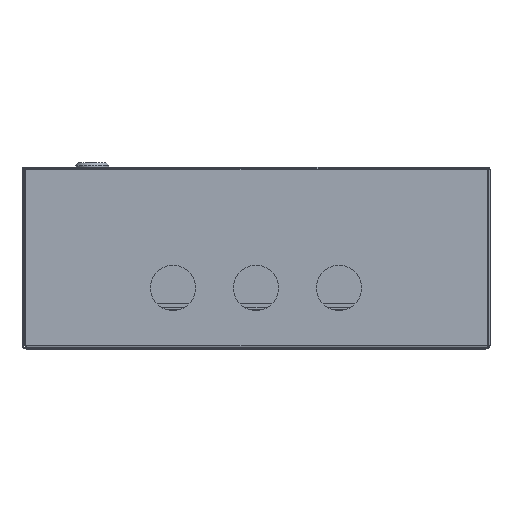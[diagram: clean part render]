
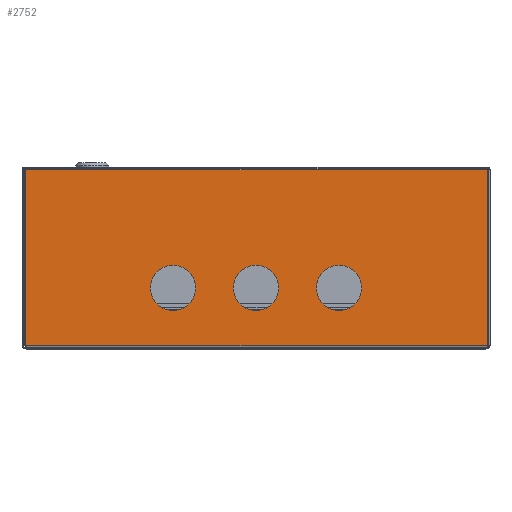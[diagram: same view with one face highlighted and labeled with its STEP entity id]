
A CAD part, front view. The second image highlights one B-rep face of the part: STEP entity #2752.
In plain terms, the highlighted planar face has unit normal (0, -1, 0).
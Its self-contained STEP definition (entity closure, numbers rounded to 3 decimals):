
#225 = DIRECTION ( 'NONE',  ( -1., 0., 0. ) ) ;
#732 = VERTEX_POINT ( 'NONE', #28073 ) ;
#793 = DIRECTION ( 'NONE',  ( 0., 0., -1. ) ) ;
#902 = CIRCLE ( 'NONE', #28101, 15. ) ;
#2100 = AXIS2_PLACEMENT_3D ( 'NONE', #16757, #19590, #25663 ) ;
#2384 = CARTESIAN_POINT ( 'NONE',  ( -100., -225., -20. ) ) ;
#2752 = ADVANCED_FACE ( 'NONE', ( #29854, #4244, #9597, #15805 ), #12426, .F. ) ;
#3091 = CARTESIAN_POINT ( 'NONE',  ( -307.6, -225., 58.3 ) ) ;
#3683 = CARTESIAN_POINT ( 'NONE',  ( -100., -225., -20. ) ) ;
#3832 = ORIENTED_EDGE ( 'NONE', *, *, #32430, .T. ) ;
#4086 = CARTESIAN_POINT ( 'NONE',  ( -1.7, -225., -58.3 ) ) ;
#4244 = FACE_BOUND ( 'NONE', #26282, .T. ) ;
#5102 = CARTESIAN_POINT ( 'NONE',  ( -85., -225., -20. ) ) ;
#6175 = DIRECTION ( 'NONE',  ( 0., -1., 0. ) ) ;
#7046 = EDGE_CURVE ( 'NONE', #19788, #30029, #33282, .T. ) ;
#7063 = LINE ( 'NONE', #32837, #27262 ) ;
#7142 = DIRECTION ( 'NONE',  ( 0., 0., -1. ) ) ;
#7218 = CIRCLE ( 'NONE', #11501, 15. ) ;
#7454 = VERTEX_POINT ( 'NONE', #36804 ) ;
#7634 = ORIENTED_EDGE ( 'NONE', *, *, #28588, .F. ) ;
#7703 = EDGE_LOOP ( 'NONE', ( #26330, #29168, #3832, #21304 ) ) ;
#7863 = CARTESIAN_POINT ( 'NONE',  ( -307.6, -225., -58.3 ) ) ;
#8977 = CARTESIAN_POINT ( 'NONE',  ( -170., -225., -20. ) ) ;
#8989 = EDGE_CURVE ( 'NONE', #732, #7454, #7218, .T. ) ;
#9430 = CIRCLE ( 'NONE', #2100, 15. ) ;
#9542 = CARTESIAN_POINT ( 'NONE',  ( -140., -225., -20. ) ) ;
#9597 = FACE_BOUND ( 'NONE', #36627, .T. ) ;
#9903 = CIRCLE ( 'NONE', #31722, 15. ) ;
#10897 = EDGE_CURVE ( 'NONE', #21700, #27181, #31017, .T. ) ;
#11501 = AXIS2_PLACEMENT_3D ( 'NONE', #25768, #20259, #21814 ) ;
#12098 = EDGE_CURVE ( 'NONE', #23801, #36378, #9903, .T. ) ;
#12426 = PLANE ( 'NONE',  #14297 ) ;
#14013 = EDGE_CURVE ( 'NONE', #34871, #30029, #16002, .T. ) ;
#14057 = AXIS2_PLACEMENT_3D ( 'NONE', #2384, #14341, #37082 ) ;
#14297 = AXIS2_PLACEMENT_3D ( 'NONE', #24512, #23778, #15271 ) ;
#14341 = DIRECTION ( 'NONE',  ( 0., -1., 0. ) ) ;
#14640 = EDGE_LOOP ( 'NONE', ( #19137, #29305 ) ) ;
#15107 = DIRECTION ( 'NONE',  ( 0., -1., 0. ) ) ;
#15271 = DIRECTION ( 'NONE',  ( -1., 0., 0. ) ) ;
#15658 = EDGE_CURVE ( 'NONE', #7454, #732, #9430, .T. ) ;
#15805 = FACE_OUTER_BOUND ( 'NONE', #7703, .T. ) ;
#16002 = LINE ( 'NONE', #27559, #34716 ) ;
#16757 = CARTESIAN_POINT ( 'NONE',  ( -210., -225., -20. ) ) ;
#17708 = DIRECTION ( 'NONE',  ( 1., 0., 0. ) ) ;
#19137 = ORIENTED_EDGE ( 'NONE', *, *, #10897, .F. ) ;
#19498 = EDGE_CURVE ( 'NONE', #27181, #21700, #902, .T. ) ;
#19543 = CIRCLE ( 'NONE', #24375, 15. ) ;
#19590 = DIRECTION ( 'NONE',  ( 0., -1., 0. ) ) ;
#19788 = VERTEX_POINT ( 'NONE', #26035 ) ;
#20259 = DIRECTION ( 'NONE',  ( 0., -1., 0. ) ) ;
#21012 = VECTOR ( 'NONE', #7142, 1000. ) ;
#21304 = ORIENTED_EDGE ( 'NONE', *, *, #14013, .T. ) ;
#21700 = VERTEX_POINT ( 'NONE', #5102 ) ;
#21814 = DIRECTION ( 'NONE',  ( 1., 0., 0. ) ) ;
#23028 = CARTESIAN_POINT ( 'NONE',  ( -115., -225., -20. ) ) ;
#23391 = ORIENTED_EDGE ( 'NONE', *, *, #12098, .F. ) ;
#23778 = DIRECTION ( 'NONE',  ( 0., 1., 0. ) ) ;
#23801 = VERTEX_POINT ( 'NONE', #9542 ) ;
#24137 = DIRECTION ( 'NONE',  ( 0., -1., 0. ) ) ;
#24375 = AXIS2_PLACEMENT_3D ( 'NONE', #31764, #6175, #17708 ) ;
#24512 = CARTESIAN_POINT ( 'NONE',  ( -0.7, -225., 58.3 ) ) ;
#24738 = ORIENTED_EDGE ( 'NONE', *, *, #8989, .F. ) ;
#25024 = CARTESIAN_POINT ( 'NONE',  ( -1.7, -225., -58.3 ) ) ;
#25663 = DIRECTION ( 'NONE',  ( 1., 0., 0. ) ) ;
#25768 = CARTESIAN_POINT ( 'NONE',  ( -210., -225., -20. ) ) ;
#26035 = CARTESIAN_POINT ( 'NONE',  ( -1.7, -225., 58.3 ) ) ;
#26282 = EDGE_LOOP ( 'NONE', ( #35967, #24738 ) ) ;
#26330 = ORIENTED_EDGE ( 'NONE', *, *, #7046, .F. ) ;
#26475 = EDGE_CURVE ( 'NONE', #19788, #34933, #34374, .T. ) ;
#27181 = VERTEX_POINT ( 'NONE', #23028 ) ;
#27262 = VECTOR ( 'NONE', #793, 1000. ) ;
#27559 = CARTESIAN_POINT ( 'NONE',  ( -0.7, -225., -58.3 ) ) ;
#28073 = CARTESIAN_POINT ( 'NONE',  ( -225., -225., -20. ) ) ;
#28101 = AXIS2_PLACEMENT_3D ( 'NONE', #3683, #24137, #35714 ) ;
#28418 = VECTOR ( 'NONE', #225, 1000. ) ;
#28588 = EDGE_CURVE ( 'NONE', #36378, #23801, #19543, .T. ) ;
#28861 = CARTESIAN_POINT ( 'NONE',  ( -0.7, -225., 58.3 ) ) ;
#29168 = ORIENTED_EDGE ( 'NONE', *, *, #26475, .T. ) ;
#29305 = ORIENTED_EDGE ( 'NONE', *, *, #19498, .F. ) ;
#29854 = FACE_BOUND ( 'NONE', #14640, .T. ) ;
#30029 = VERTEX_POINT ( 'NONE', #25024 ) ;
#31017 = CIRCLE ( 'NONE', #14057, 15. ) ;
#31722 = AXIS2_PLACEMENT_3D ( 'NONE', #32356, #15107, #35550 ) ;
#31764 = CARTESIAN_POINT ( 'NONE',  ( -155., -225., -20. ) ) ;
#32356 = CARTESIAN_POINT ( 'NONE',  ( -155., -225., -20. ) ) ;
#32430 = EDGE_CURVE ( 'NONE', #34933, #34871, #7063, .T. ) ;
#32837 = CARTESIAN_POINT ( 'NONE',  ( -307.6, -225., 58.3 ) ) ;
#33282 = LINE ( 'NONE', #4086, #21012 ) ;
#34374 = LINE ( 'NONE', #28861, #28418 ) ;
#34716 = VECTOR ( 'NONE', #36292, 1000. ) ;
#34871 = VERTEX_POINT ( 'NONE', #7863 ) ;
#34933 = VERTEX_POINT ( 'NONE', #3091 ) ;
#35550 = DIRECTION ( 'NONE',  ( 1., 0., 0. ) ) ;
#35714 = DIRECTION ( 'NONE',  ( -1., 0., 0. ) ) ;
#35967 = ORIENTED_EDGE ( 'NONE', *, *, #15658, .F. ) ;
#36292 = DIRECTION ( 'NONE',  ( 1., 0., 0. ) ) ;
#36378 = VERTEX_POINT ( 'NONE', #8977 ) ;
#36627 = EDGE_LOOP ( 'NONE', ( #23391, #7634 ) ) ;
#36804 = CARTESIAN_POINT ( 'NONE',  ( -195., -225., -20. ) ) ;
#37082 = DIRECTION ( 'NONE',  ( -1., 0., 0. ) ) ;
